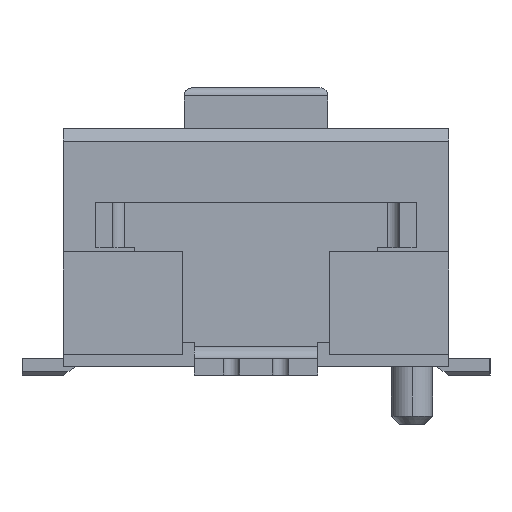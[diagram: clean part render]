
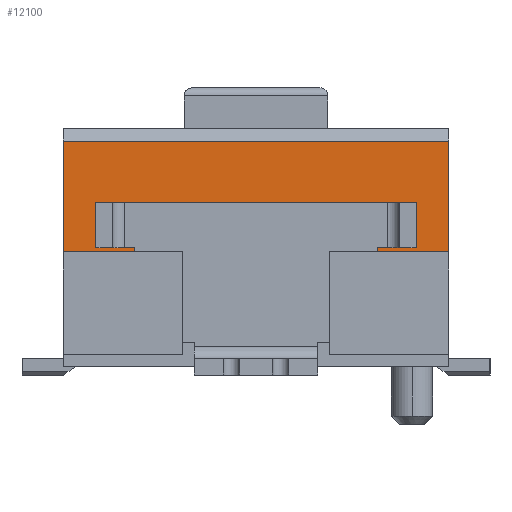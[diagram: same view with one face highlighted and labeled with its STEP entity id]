
A CAD part, left-side view. The second image highlights one B-rep face of the part: STEP entity #12100.
In plain terms, the highlighted planar face has unit normal (-1, 0, 0).
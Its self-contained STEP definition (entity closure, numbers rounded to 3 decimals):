
#10630=CARTESIAN_POINT('',(-9.1,-1.6,1.5));
#10640=DIRECTION('',(1.,0.,0.));
#10650=DIRECTION('',(0.,-1.,0.));
#10660=AXIS2_PLACEMENT_3D('',#10630,#10640,#10650);
#10670=PLANE('',#10660);
#10680=CARTESIAN_POINT('',(-9.1,0.,1.6));
#10690=DIRECTION('',(0.,1.,0.));
#10700=VECTOR('',#10690,1.);
#10710=LINE('',#10680,#10700);
#10720=CARTESIAN_POINT('',(-9.1,1.475,1.6));
#10730=VERTEX_POINT('',#10720);
#10740=CARTESIAN_POINT('',(-9.1,1.5,1.6));
#10750=VERTEX_POINT('',#10740);
#10760=EDGE_CURVE('',#10730,#10750,#10710,.T.);
#10770=ORIENTED_EDGE('',*,*,#10760,.F.);
#10780=CARTESIAN_POINT('',(-9.1,1.5,0.));
#10790=DIRECTION('',(0.,0.,-1.));
#10800=VECTOR('',#10790,1.);
#10810=LINE('',#10780,#10800);
#10820=CARTESIAN_POINT('',(-9.1,1.5,2.4));
#10830=VERTEX_POINT('',#10820);
#10840=EDGE_CURVE('',#10830,#10750,#10810,.T.);
#10850=ORIENTED_EDGE('',*,*,#10840,.T.);
#10860=CARTESIAN_POINT('',(-9.1,0.,0.9));
#10870=DIRECTION('',(0.,-0.707,-0.707));
#10880=VECTOR('',#10870,1.);
#10890=LINE('',#10860,#10880);
#10900=CARTESIAN_POINT('',(-9.1,1.6,2.5));
#10910=VERTEX_POINT('',#10900);
#10920=EDGE_CURVE('',#10910,#10830,#10890,.T.);
#10930=ORIENTED_EDGE('',*,*,#10920,.T.);
#10940=CARTESIAN_POINT('',(-9.1,0.,2.5));
#10950=DIRECTION('',(0.,-1.,0.));
#10960=VECTOR('',#10950,1.);
#10970=LINE('',#10940,#10960);
#10980=CARTESIAN_POINT('',(-9.1,2.35,2.5));
#10990=VERTEX_POINT('',#10980);
#11000=EDGE_CURVE('',#10990,#10910,#10970,.T.);
#11010=ORIENTED_EDGE('',*,*,#11000,.T.);
#11020=CARTESIAN_POINT('',(-9.1,2.35,0.));
#11030=DIRECTION('',(0.,0.,-1.));
#11040=VECTOR('',#11030,1.);
#11050=LINE('',#11020,#11040);
#11060=CARTESIAN_POINT('',(-9.1,2.35,3.85));
#11070=VERTEX_POINT('',#11060);
#11080=EDGE_CURVE('',#11070,#10990,#11050,.T.);
#11090=ORIENTED_EDGE('',*,*,#11080,.T.);
#11100=CARTESIAN_POINT('',(-9.1,0.,3.85));
#11110=DIRECTION('',(0.,1.,0.));
#11120=VECTOR('',#11110,1.);
#11130=LINE('',#11100,#11120);
#11140=CARTESIAN_POINT('',(-9.1,-2.35,3.85));
#11150=VERTEX_POINT('',#11140);
#11160=EDGE_CURVE('',#11150,#11070,#11130,.T.);
#11170=ORIENTED_EDGE('',*,*,#11160,.T.);
#11180=CARTESIAN_POINT('',(-9.1,-2.35,0.));
#11190=DIRECTION('',(0.,0.,1.));
#11200=VECTOR('',#11190,1.);
#11210=LINE('',#11180,#11200);
#11220=CARTESIAN_POINT('',(-9.1,-2.35,2.5));
#11230=VERTEX_POINT('',#11220);
#11240=EDGE_CURVE('',#11230,#11150,#11210,.T.);
#11250=ORIENTED_EDGE('',*,*,#11240,.T.);
#11260=CARTESIAN_POINT('',(-9.1,0.,2.5));
#11270=DIRECTION('',(0.,-1.,0.));
#11280=VECTOR('',#11270,1.);
#11290=LINE('',#11260,#11280);
#11300=CARTESIAN_POINT('',(-9.1,-1.6,2.5));
#11310=VERTEX_POINT('',#11300);
#11320=EDGE_CURVE('',#11310,#11230,#11290,.T.);
#11330=ORIENTED_EDGE('',*,*,#11320,.T.);
#11340=CARTESIAN_POINT('',(-9.1,0.9,0.));
#11350=DIRECTION('',(0.,-0.707,0.707));
#11360=VECTOR('',#11350,1.);
#11370=LINE('',#11340,#11360);
#11380=CARTESIAN_POINT('',(-9.1,-1.5,2.4));
#11390=VERTEX_POINT('',#11380);
#11400=EDGE_CURVE('',#11390,#11310,#11370,.T.);
#11410=ORIENTED_EDGE('',*,*,#11400,.T.);
#11420=CARTESIAN_POINT('',(-9.1,-1.5,0.));
#11430=DIRECTION('',(0.,0.,1.));
#11440=VECTOR('',#11430,1.);
#11450=LINE('',#11420,#11440);
#11460=CARTESIAN_POINT('',(-9.1,-1.5,1.6));
#11470=VERTEX_POINT('',#11460);
#11480=EDGE_CURVE('',#11470,#11390,#11450,.T.);
#11490=ORIENTED_EDGE('',*,*,#11480,.T.);
#11500=CARTESIAN_POINT('',(-9.1,-1.475,1.6));
#11510=VERTEX_POINT('',#11500);
#11520=EDGE_CURVE('',#11470,#11510,#10710,.T.);
#11530=ORIENTED_EDGE('',*,*,#11520,.F.);
#11540=CARTESIAN_POINT('',(-9.1,-1.475,0.));
#11550=DIRECTION('',(0.,0.,1.));
#11560=VECTOR('',#11550,1.);
#11570=LINE('',#11540,#11560);
#11580=CARTESIAN_POINT('',(-9.1,-1.475,2.55));
#11590=VERTEX_POINT('',#11580);
#11600=EDGE_CURVE('',#11510,#11590,#11570,.T.);
#11610=ORIENTED_EDGE('',*,*,#11600,.F.);
#11620=CARTESIAN_POINT('',(-9.1,0.,2.55));
#11630=DIRECTION('',(0.,-1.,0.));
#11640=VECTOR('',#11630,1.);
#11650=LINE('',#11620,#11640);
#11660=CARTESIAN_POINT('',(-9.1,-1.65,2.55));
#11670=VERTEX_POINT('',#11660);
#11680=EDGE_CURVE('',#11590,#11670,#11650,.T.);
#11690=ORIENTED_EDGE('',*,*,#11680,.F.);
#11700=CARTESIAN_POINT('',(-9.1,-1.65,2.724));
#11710=DIRECTION('',(0.,0.,1.));
#11720=VECTOR('',#11710,1.);
#11730=LINE('',#11700,#11720);
#11740=CARTESIAN_POINT('',(-9.1,-1.65,3.1));
#11750=VERTEX_POINT('',#11740);
#11760=EDGE_CURVE('',#11670,#11750,#11730,.T.);
#11770=ORIENTED_EDGE('',*,*,#11760,.F.);
#11780=CARTESIAN_POINT('',(-9.1,0.,3.1));
#11790=DIRECTION('',(0.,1.,0.));
#11800=VECTOR('',#11790,1.);
#11810=LINE('',#11780,#11800);
#11820=CARTESIAN_POINT('',(-9.1,1.65,3.1));
#11830=VERTEX_POINT('',#11820);
#11840=EDGE_CURVE('',#11750,#11830,#11810,.T.);
#11850=ORIENTED_EDGE('',*,*,#11840,.F.);
#11860=CARTESIAN_POINT('',(-9.1,1.65,2.49));
#11870=DIRECTION('',(0.,0.,1.));
#11880=VECTOR('',#11870,1.);
#11890=LINE('',#11860,#11880);
#11900=CARTESIAN_POINT('',(-9.1,1.65,2.55));
#11910=VERTEX_POINT('',#11900);
#11920=EDGE_CURVE('',#11910,#11830,#11890,.T.);
#11930=ORIENTED_EDGE('',*,*,#11920,.T.);
#11940=CARTESIAN_POINT('',(-9.1,0.,2.55));
#11950=DIRECTION('',(0.,1.,0.));
#11960=VECTOR('',#11950,1.);
#11970=LINE('',#11940,#11960);
#11980=CARTESIAN_POINT('',(-9.1,1.475,2.55));
#11990=VERTEX_POINT('',#11980);
#12000=EDGE_CURVE('',#11990,#11910,#11970,.T.);
#12010=ORIENTED_EDGE('',*,*,#12000,.T.);
#12020=CARTESIAN_POINT('',(-9.1,1.475,0.));
#12030=DIRECTION('',(0.,0.,1.));
#12040=VECTOR('',#12030,1.);
#12050=LINE('',#12020,#12040);
#12060=EDGE_CURVE('',#10730,#11990,#12050,.T.);
#12070=ORIENTED_EDGE('',*,*,#12060,.T.);
#12080=EDGE_LOOP('',(#12070,#12010,#11930,#11850,#11770,#11690,#11610,
#11530,#11490,#11410,#11330,#11250,#11170,#11090,#11010,#10930,#10850,
#10770));
#12090=FACE_OUTER_BOUND('',#12080,.T.);
#12100=ADVANCED_FACE('',(#12090),#10670,.F.);
